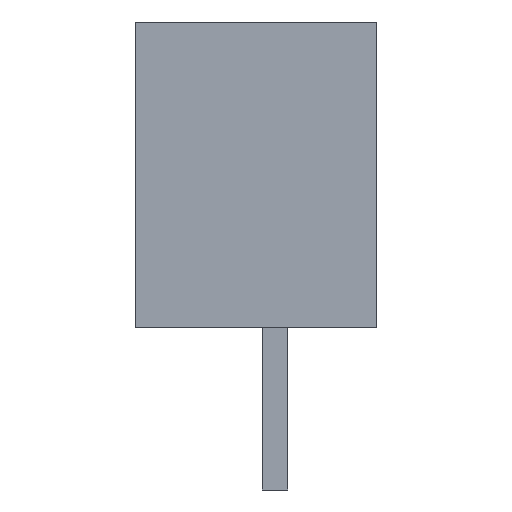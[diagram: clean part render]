
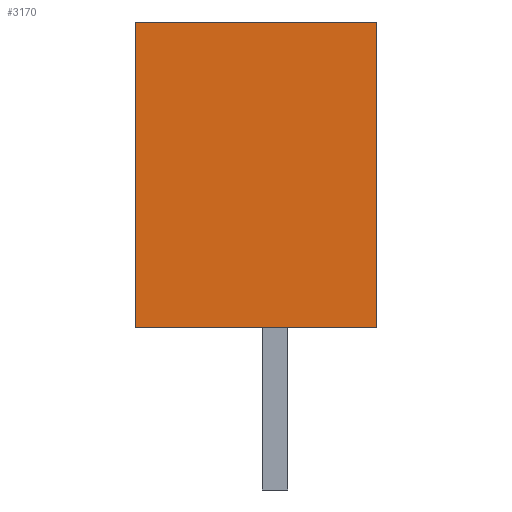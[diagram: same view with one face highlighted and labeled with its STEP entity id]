
A CAD part, left-side view. The second image highlights one B-rep face of the part: STEP entity #3170.
In plain terms, the highlighted planar face has unit normal (-1, 0, 0).
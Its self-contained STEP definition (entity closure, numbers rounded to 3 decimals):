
#181 = DIRECTION ( 'NONE',  ( 0., 0., -1. ) ) ;
#298 = VECTOR ( 'NONE', #181, 1000. ) ;
#419 = LINE ( 'NONE', #1394, #1487 ) ;
#429 = CARTESIAN_POINT ( 'NONE',  ( -7., -2.375, 1.8 ) ) ;
#463 = PLANE ( 'NONE',  #906 ) ;
#614 = VECTOR ( 'NONE', #714, 1000. ) ;
#684 = VERTEX_POINT ( 'NONE', #3123 ) ;
#714 = DIRECTION ( 'NONE',  ( 0., -1., 0. ) ) ;
#823 = LINE ( 'NONE', #429, #298 ) ;
#846 = EDGE_CURVE ( 'NONE', #2548, #2861, #2299, .T. ) ;
#906 = AXIS2_PLACEMENT_3D ( 'NONE', #967, #1231, #2974 ) ;
#967 = CARTESIAN_POINT ( 'NONE',  ( -7., 2.375, 1.8 ) ) ;
#971 = ORIENTED_EDGE ( 'NONE', *, *, #3178, .F. ) ;
#1128 = DIRECTION ( 'NONE',  ( 0., 0., -1. ) ) ;
#1231 = DIRECTION ( 'NONE',  ( 1., 0., 0. ) ) ;
#1304 = EDGE_CURVE ( 'NONE', #684, #2475, #1351, .T. ) ;
#1313 = ORIENTED_EDGE ( 'NONE', *, *, #3035, .T. ) ;
#1351 = LINE ( 'NONE', #3189, #2335 ) ;
#1394 = CARTESIAN_POINT ( 'NONE',  ( -7., 2.375, 1.8 ) ) ;
#1487 = VECTOR ( 'NONE', #1128, 1000. ) ;
#1913 = FACE_OUTER_BOUND ( 'NONE', #2643, .T. ) ;
#1925 = DIRECTION ( 'NONE',  ( 0., -1., 0. ) ) ;
#1963 = ORIENTED_EDGE ( 'NONE', *, *, #846, .T. ) ;
#1976 = CARTESIAN_POINT ( 'NONE',  ( -7., 2.375, 0. ) ) ;
#2148 = CARTESIAN_POINT ( 'NONE',  ( -7., 2.375, 0. ) ) ;
#2299 = LINE ( 'NONE', #1976, #614 ) ;
#2335 = VECTOR ( 'NONE', #1925, 1000. ) ;
#2398 = ORIENTED_EDGE ( 'NONE', *, *, #1304, .F. ) ;
#2475 = VERTEX_POINT ( 'NONE', #3122 ) ;
#2548 = VERTEX_POINT ( 'NONE', #2148 ) ;
#2574 = CARTESIAN_POINT ( 'NONE',  ( -7., -2.375, 0. ) ) ;
#2643 = EDGE_LOOP ( 'NONE', ( #1963, #971, #2398, #1313 ) ) ;
#2861 = VERTEX_POINT ( 'NONE', #2574 ) ;
#2974 = DIRECTION ( 'NONE',  ( 0., 1., 0. ) ) ;
#3035 = EDGE_CURVE ( 'NONE', #684, #2548, #419, .T. ) ;
#3122 = CARTESIAN_POINT ( 'NONE',  ( -7., -2.375, 6. ) ) ;
#3123 = CARTESIAN_POINT ( 'NONE',  ( -7., 2.375, 6. ) ) ;
#3170 = ADVANCED_FACE ( 'NONE', ( #1913 ), #463, .F. ) ;
#3178 = EDGE_CURVE ( 'NONE', #2475, #2861, #823, .T. ) ;
#3189 = CARTESIAN_POINT ( 'NONE',  ( -7., -2.375, 6. ) ) ;
